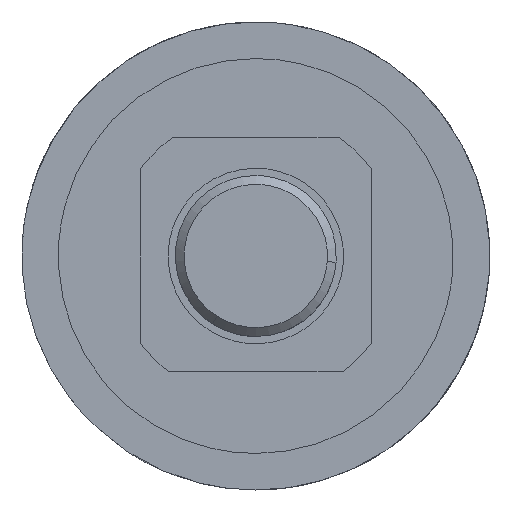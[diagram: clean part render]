
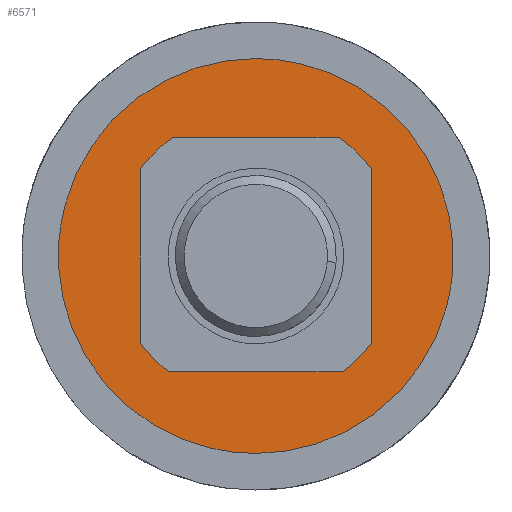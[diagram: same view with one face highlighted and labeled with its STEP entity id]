
A CAD part, left-side view. The second image highlights one B-rep face of the part: STEP entity #6571.
In plain terms, the highlighted free-form (B-spline) face has degree [1, 1] with [2, 2] control points.
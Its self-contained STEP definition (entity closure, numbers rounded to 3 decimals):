
#5235=CARTESIAN_POINT('',(7.6,0.0,6.75));
#5236=VERTEX_POINT('',#5235);
#5237=CARTESIAN_POINT('',(7.6,6.729,0.53));
#5238=VERTEX_POINT('',#5237);
#5239=CARTESIAN_POINT('',(7.6,0.0,6.75));
#5240=CARTESIAN_POINT('',(7.6,6.24,6.75));
#5241=CARTESIAN_POINT('',(7.6,6.729,0.53));
#5249=(BOUNDED_CURVE()B_SPLINE_CURVE(2,(#5239,#5240,#5241),.UNSPECIFIED.,.F.,.U.)B_SPLINE_CURVE_WITH_KNOTS((3,3),(0.0,0.236),.UNSPECIFIED.)CURVE()GEOMETRIC_REPRESENTATION_ITEM()RATIONAL_B_SPLINE_CURVE((1.0,0.723,0.97))REPRESENTATION_ITEM(''));
#5250=EDGE_CURVE('',#5236,#5238,#5249,.T.);
#5252=CARTESIAN_POINT('',(7.6,-6.729,-0.53));
#5253=VERTEX_POINT('',#5252);
#5254=CARTESIAN_POINT('',(7.6,-6.729,-0.53));
#5255=CARTESIAN_POINT('',(7.6,-6.75,-0.265));
#5256=CARTESIAN_POINT('',(7.6,-6.75,0.));
#5257=CARTESIAN_POINT('',(7.6,-6.75,6.75));
#5258=CARTESIAN_POINT('',(7.6,0.0,6.75));
#5266=(BOUNDED_CURVE()B_SPLINE_CURVE(2,(#5254,#5255,#5256,#5257,#5258),.UNSPECIFIED.,.F.,.U.)B_SPLINE_CURVE_WITH_KNOTS((3,2,3),(0.736,0.75,1.0),.UNSPECIFIED.)CURVE()GEOMETRIC_REPRESENTATION_ITEM()RATIONAL_B_SPLINE_CURVE((0.97,0.984,1.0,0.707,1.0))REPRESENTATION_ITEM(''));
#5267=EDGE_CURVE('',#5253,#5236,#5266,.T.);
#5334=CARTESIAN_POINT('',(7.6,0.0,-6.75));
#5335=VERTEX_POINT('',#5334);
#5336=CARTESIAN_POINT('',(7.6,6.729,0.53));
#5337=CARTESIAN_POINT('',(7.6,6.75,0.265));
#5338=CARTESIAN_POINT('',(7.6,6.75,0.));
#5339=CARTESIAN_POINT('',(7.6,6.75,-6.75));
#5340=CARTESIAN_POINT('',(7.6,0.0,-6.75));
#5348=(BOUNDED_CURVE()B_SPLINE_CURVE(2,(#5336,#5337,#5338,#5339,#5340),.UNSPECIFIED.,.F.,.U.)B_SPLINE_CURVE_WITH_KNOTS((3,2,3),(0.236,0.25,0.5),.UNSPECIFIED.)CURVE()GEOMETRIC_REPRESENTATION_ITEM()RATIONAL_B_SPLINE_CURVE((0.97,0.984,1.0,0.707,1.0))REPRESENTATION_ITEM(''));
#5349=EDGE_CURVE('',#5238,#5335,#5348,.T.);
#5383=CARTESIAN_POINT('',(7.6,0.0,-6.75));
#5384=CARTESIAN_POINT('',(7.6,-6.24,-6.75));
#5385=CARTESIAN_POINT('',(7.6,-6.729,-0.53));
#5393=(BOUNDED_CURVE()B_SPLINE_CURVE(2,(#5383,#5384,#5385),.UNSPECIFIED.,.F.,.U.)B_SPLINE_CURVE_WITH_KNOTS((3,3),(0.5,0.736),.UNSPECIFIED.)CURVE()GEOMETRIC_REPRESENTATION_ITEM()RATIONAL_B_SPLINE_CURVE((1.0,0.723,0.97))REPRESENTATION_ITEM(''));
#5394=EDGE_CURVE('',#5335,#5253,#5393,.T.);
#6321=CARTESIAN_POINT('',(7.6,3.95,-2.983));
#6322=VERTEX_POINT('',#6321);
#6328=CARTESIAN_POINT('',(7.6,2.983,-3.95));
#6329=VERTEX_POINT('',#6328);
#6330=CARTESIAN_POINT('',(7.6,3.95,-2.983));
#6331=CARTESIAN_POINT('',(7.6,3.534,-3.534));
#6332=CARTESIAN_POINT('',(7.6,2.983,-3.95));
#6340=(BOUNDED_CURVE()B_SPLINE_CURVE(2,(#6330,#6331,#6332),.UNSPECIFIED.,.F.,.U.)CURVE()GEOMETRIC_REPRESENTATION_ITEM()QUASI_UNIFORM_CURVE()RATIONAL_B_SPLINE_CURVE((1.0,0.99,1.0))REPRESENTATION_ITEM(''));
#6341=EDGE_CURVE('',#6322,#6329,#6340,.T.);
#6357=CARTESIAN_POINT('',(7.6,3.95,2.983));
#6358=VERTEX_POINT('',#6357);
#6364=CARTESIAN_POINT('',(7.6,3.95,2.983));
#6365=CARTESIAN_POINT('',(7.6,3.95,-2.983));
#6366=QUASI_UNIFORM_CURVE('',1,(#6364,#6365),.UNSPECIFIED.,.F.,.U.);
#6367=EDGE_CURVE('',#6358,#6322,#6366,.T.);
#6388=CARTESIAN_POINT('',(7.6,2.846,4.05));
#6389=VERTEX_POINT('',#6388);
#6395=CARTESIAN_POINT('',(7.6,2.846,4.05));
#6396=CARTESIAN_POINT('',(7.6,3.482,3.603));
#6397=CARTESIAN_POINT('',(7.6,3.95,2.983));
#6405=(BOUNDED_CURVE()B_SPLINE_CURVE(2,(#6395,#6396,#6397),.UNSPECIFIED.,.F.,.U.)CURVE()GEOMETRIC_REPRESENTATION_ITEM()QUASI_UNIFORM_CURVE()RATIONAL_B_SPLINE_CURVE((1.0,0.988,1.0))REPRESENTATION_ITEM(''));
#6406=EDGE_CURVE('',#6389,#6358,#6405,.T.);
#6418=CARTESIAN_POINT('',(7.6,-2.846,4.05));
#6419=VERTEX_POINT('',#6418);
#6425=CARTESIAN_POINT('',(7.6,-2.846,4.05));
#6426=CARTESIAN_POINT('',(7.6,2.846,4.05));
#6427=QUASI_UNIFORM_CURVE('',1,(#6425,#6426),.UNSPECIFIED.,.F.,.U.);
#6428=EDGE_CURVE('',#6419,#6389,#6427,.T.);
#6449=CARTESIAN_POINT('',(7.6,-3.95,2.983));
#6450=VERTEX_POINT('',#6449);
#6456=CARTESIAN_POINT('',(7.6,-3.95,2.983));
#6457=CARTESIAN_POINT('',(7.6,-3.482,3.603));
#6458=CARTESIAN_POINT('',(7.6,-2.846,4.05));
#6466=(BOUNDED_CURVE()B_SPLINE_CURVE(2,(#6456,#6457,#6458),.UNSPECIFIED.,.F.,.U.)CURVE()GEOMETRIC_REPRESENTATION_ITEM()QUASI_UNIFORM_CURVE()RATIONAL_B_SPLINE_CURVE((1.0,0.988,1.0))REPRESENTATION_ITEM(''));
#6467=EDGE_CURVE('',#6450,#6419,#6466,.T.);
#6479=CARTESIAN_POINT('',(7.6,-3.95,-2.983));
#6480=VERTEX_POINT('',#6479);
#6486=CARTESIAN_POINT('',(7.6,-3.95,-2.983));
#6487=CARTESIAN_POINT('',(7.6,-3.95,2.983));
#6488=QUASI_UNIFORM_CURVE('',1,(#6486,#6487),.UNSPECIFIED.,.F.,.U.);
#6489=EDGE_CURVE('',#6480,#6450,#6488,.T.);
#6510=CARTESIAN_POINT('',(7.6,-2.983,-3.95));
#6511=VERTEX_POINT('',#6510);
#6517=CARTESIAN_POINT('',(7.6,-2.983,-3.95));
#6518=CARTESIAN_POINT('',(7.6,-3.534,-3.534));
#6519=CARTESIAN_POINT('',(7.6,-3.95,-2.983));
#6527=(BOUNDED_CURVE()B_SPLINE_CURVE(2,(#6517,#6518,#6519),.UNSPECIFIED.,.F.,.U.)CURVE()GEOMETRIC_REPRESENTATION_ITEM()QUASI_UNIFORM_CURVE()RATIONAL_B_SPLINE_CURVE((1.0,0.99,1.0))REPRESENTATION_ITEM(''));
#6528=EDGE_CURVE('',#6511,#6480,#6527,.T.);
#6541=CARTESIAN_POINT('',(7.6,2.983,-3.95));
#6542=CARTESIAN_POINT('',(7.6,-2.983,-3.95));
#6543=QUASI_UNIFORM_CURVE('',1,(#6541,#6542),.UNSPECIFIED.,.F.,.U.);
#6544=EDGE_CURVE('',#6329,#6511,#6543,.T.);
#6550=CARTESIAN_POINT('',(7.6,7.422,-7.424));
#6551=CARTESIAN_POINT('',(7.6,-7.422,-7.424));
#6552=CARTESIAN_POINT('',(7.6,7.422,7.424));
#6553=CARTESIAN_POINT('',(7.6,-7.422,7.424));
#6554=B_SPLINE_SURFACE_WITH_KNOTS('',1,1,((#6550,#6552),(#6551,#6553)),.UNSPECIFIED.,.F.,.F.,.U.,(2,2),(2,2),(0.0,14.845),(0.0,14.849),.UNSPECIFIED.);
#6555=ORIENTED_EDGE('',*,*,#5250,.T.);
#6556=ORIENTED_EDGE('',*,*,#5349,.T.);
#6557=ORIENTED_EDGE('',*,*,#5394,.T.);
#6558=ORIENTED_EDGE('',*,*,#5267,.T.);
#6559=EDGE_LOOP('',(#6555,#6556,#6557,#6558));
#6560=FACE_OUTER_BOUND('',#6559,.T.);
#6561=ORIENTED_EDGE('',*,*,#6544,.F.);
#6562=ORIENTED_EDGE('',*,*,#6341,.F.);
#6563=ORIENTED_EDGE('',*,*,#6367,.F.);
#6564=ORIENTED_EDGE('',*,*,#6406,.F.);
#6565=ORIENTED_EDGE('',*,*,#6428,.F.);
#6566=ORIENTED_EDGE('',*,*,#6467,.F.);
#6567=ORIENTED_EDGE('',*,*,#6489,.F.);
#6568=ORIENTED_EDGE('',*,*,#6528,.F.);
#6569=EDGE_LOOP('',(#6561,#6562,#6563,#6564,#6565,#6566,#6567,#6568));
#6570=FACE_BOUND('',#6569,.T.);
#6571=ADVANCED_FACE('',(#6560,#6570),#6554,.T.);
